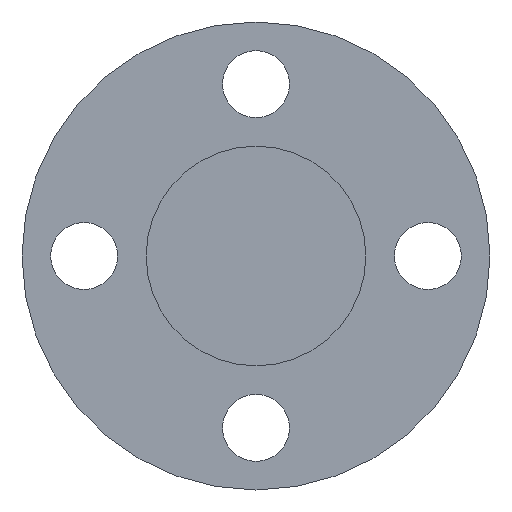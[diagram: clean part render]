
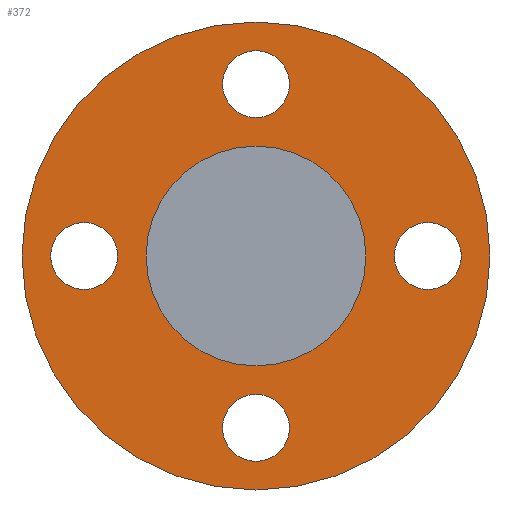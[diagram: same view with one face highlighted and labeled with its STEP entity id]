
A CAD part, left-side view. The second image highlights one B-rep face of the part: STEP entity #372.
In plain terms, the highlighted planar face has unit normal (-1, 0, 0).
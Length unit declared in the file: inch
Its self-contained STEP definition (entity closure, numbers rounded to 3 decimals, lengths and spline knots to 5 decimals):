
#7 = EDGE_CURVE ( 'NONE', #127, #217, #444, .T. ) ;
#18 = CARTESIAN_POINT ( 'NONE',  ( 0.25, -2.25, 0. ) ) ;
#19 = ORIENTED_EDGE ( 'NONE', *, *, #381, .T. ) ;
#20 = CARTESIAN_POINT ( 'NONE',  ( 0.25, 0., -3.0625 ) ) ;
#22 = AXIS2_PLACEMENT_3D ( 'NONE', #550, #293, #81 ) ;
#26 = ORIENTED_EDGE ( 'NONE', *, *, #359, .F. ) ;
#27 = EDGE_LOOP ( 'NONE', ( #26, #355 ) ) ;
#28 = FACE_BOUND ( 'NONE', #84, .T. ) ;
#29 = DIRECTION ( 'NONE',  ( 0., 0., 1. ) ) ;
#30 = AXIS2_PLACEMENT_3D ( 'NONE', #235, #544, #231 ) ;
#32 = CARTESIAN_POINT ( 'NONE',  ( 0.25, 0., 0. ) ) ;
#53 = CARTESIAN_POINT ( 'NONE',  ( 0.25, 0., -1.8125 ) ) ;
#63 = CIRCLE ( 'NONE', #375, 0.4375 ) ;
#68 = DIRECTION ( 'NONE',  ( -1., 0., 0. ) ) ;
#70 = ORIENTED_EDGE ( 'NONE', *, *, #390, .F. ) ;
#71 = DIRECTION ( 'NONE',  ( -1., 0., 0. ) ) ;
#75 = PLANE ( 'NONE',  #118 ) ;
#79 = DIRECTION ( 'NONE',  ( -1., 0., 0. ) ) ;
#81 = DIRECTION ( 'NONE',  ( 0., 0., -1. ) ) ;
#84 = EDGE_LOOP ( 'NONE', ( #268, #234 ) ) ;
#86 = CARTESIAN_POINT ( 'NONE',  ( 0.25, 0., -2.6875 ) ) ;
#89 = AXIS2_PLACEMENT_3D ( 'NONE', #18, #356, #211 ) ;
#99 = CIRCLE ( 'NONE', #361, 3.0625 ) ;
#108 = DIRECTION ( 'NONE',  ( 0., 0., -1. ) ) ;
#110 = EDGE_LOOP ( 'NONE', ( #70, #309 ) ) ;
#111 = CIRCLE ( 'NONE', #89, 0.4375 ) ;
#114 = VERTEX_POINT ( 'NONE', #269 ) ;
#115 = EDGE_CURVE ( 'NONE', #496, #319, #278, .T. ) ;
#118 = AXIS2_PLACEMENT_3D ( 'NONE', #539, #370, #542 ) ;
#122 = AXIS2_PLACEMENT_3D ( 'NONE', #414, #498, #324 ) ;
#123 = DIRECTION ( 'NONE',  ( 0., -1., 0. ) ) ;
#127 = VERTEX_POINT ( 'NONE', #273 ) ;
#131 = CARTESIAN_POINT ( 'NONE',  ( 0.25, 0., 0. ) ) ;
#140 = CARTESIAN_POINT ( 'NONE',  ( 0.25, 0., 0. ) ) ;
#142 = CIRCLE ( 'NONE', #122, 0.4375 ) ;
#148 = CARTESIAN_POINT ( 'NONE',  ( 0.25, 2.25, 0.4375 ) ) ;
#152 = DIRECTION ( 'NONE',  ( 0., 1., 0. ) ) ;
#159 = FACE_BOUND ( 'NONE', #110, .T. ) ;
#163 = EDGE_CURVE ( 'NONE', #473, #257, #484, .T. ) ;
#169 = DIRECTION ( 'NONE',  ( 0., 0., 1. ) ) ;
#174 = ORIENTED_EDGE ( 'NONE', *, *, #347, .F. ) ;
#175 = AXIS2_PLACEMENT_3D ( 'NONE', #502, #535, #169 ) ;
#187 = VERTEX_POINT ( 'NONE', #283 ) ;
#188 = CARTESIAN_POINT ( 'NONE',  ( 0.25, 0., 2.6875 ) ) ;
#194 = AXIS2_PLACEMENT_3D ( 'NONE', #482, #79, #123 ) ;
#196 = CARTESIAN_POINT ( 'NONE',  ( 0.25, -2.6875, 0. ) ) ;
#211 = DIRECTION ( 'NONE',  ( 0., 1., 0. ) ) ;
#217 = VERTEX_POINT ( 'NONE', #148 ) ;
#218 = EDGE_LOOP ( 'NONE', ( #174, #432 ) ) ;
#231 = DIRECTION ( 'NONE',  ( 0., 0., 1. ) ) ;
#234 = ORIENTED_EDGE ( 'NONE', *, *, #163, .F. ) ;
#235 = CARTESIAN_POINT ( 'NONE',  ( 0.25, 0., -2.25 ) ) ;
#236 = CARTESIAN_POINT ( 'NONE',  ( 0.25, -2.25, 0. ) ) ;
#240 = DIRECTION ( 'NONE',  ( 0., 0., 1. ) ) ;
#257 = VERTEX_POINT ( 'NONE', #188 ) ;
#262 = EDGE_LOOP ( 'NONE', ( #441, #487 ) ) ;
#266 = CARTESIAN_POINT ( 'NONE',  ( 0.25, 0., 3.0625 ) ) ;
#268 = ORIENTED_EDGE ( 'NONE', *, *, #474, .F. ) ;
#269 = CARTESIAN_POINT ( 'NONE',  ( 0.25, 0., 1.4375 ) ) ;
#272 = EDGE_LOOP ( 'NONE', ( #19, #530 ) ) ;
#273 = CARTESIAN_POINT ( 'NONE',  ( 0.25, 2.25, -0.4375 ) ) ;
#276 = FACE_BOUND ( 'NONE', #218, .T. ) ;
#277 = DIRECTION ( 'NONE',  ( -1., 0., 0. ) ) ;
#278 = CIRCLE ( 'NONE', #409, 3.0625 ) ;
#281 = FACE_OUTER_BOUND ( 'NONE', #272, .T. ) ;
#282 = EDGE_CURVE ( 'NONE', #187, #402, #111, .T. ) ;
#283 = CARTESIAN_POINT ( 'NONE',  ( 0.25, -1.8125, 0. ) ) ;
#293 = DIRECTION ( 'NONE',  ( -1., 0., 0. ) ) ;
#301 = AXIS2_PLACEMENT_3D ( 'NONE', #422, #461, #240 ) ;
#306 = VERTEX_POINT ( 'NONE', #392 ) ;
#309 = ORIENTED_EDGE ( 'NONE', *, *, #282, .F. ) ;
#310 = CIRCLE ( 'NONE', #30, 0.4375 ) ;
#313 = VERTEX_POINT ( 'NONE', #53 ) ;
#319 = VERTEX_POINT ( 'NONE', #266 ) ;
#324 = DIRECTION ( 'NONE',  ( 0., -1., 0. ) ) ;
#347 = EDGE_CURVE ( 'NONE', #313, #453, #310, .T. ) ;
#353 = EDGE_CURVE ( 'NONE', #306, #114, #371, .T. ) ;
#355 = ORIENTED_EDGE ( 'NONE', *, *, #7, .F. ) ;
#356 = DIRECTION ( 'NONE',  ( -1., 0., 0. ) ) ;
#359 = EDGE_CURVE ( 'NONE', #217, #127, #142, .T. ) ;
#361 = AXIS2_PLACEMENT_3D ( 'NONE', #32, #71, #29 ) ;
#362 = CIRCLE ( 'NONE', #456, 1.4375 ) ;
#364 = FACE_BOUND ( 'NONE', #262, .T. ) ;
#370 = DIRECTION ( 'NONE',  ( -1., 0., 0. ) ) ;
#371 = CIRCLE ( 'NONE', #301, 1.4375 ) ;
#372 = ADVANCED_FACE ( 'NONE', ( #421, #28, #159, #276, #281, #364 ), #75, .T. ) ;
#374 = DIRECTION ( 'NONE',  ( -1., 0., 0. ) ) ;
#375 = AXIS2_PLACEMENT_3D ( 'NONE', #236, #374, #152 ) ;
#381 = EDGE_CURVE ( 'NONE', #319, #496, #99, .T. ) ;
#390 = EDGE_CURVE ( 'NONE', #402, #187, #63, .T. ) ;
#392 = CARTESIAN_POINT ( 'NONE',  ( 0.25, 0., -1.4375 ) ) ;
#402 = VERTEX_POINT ( 'NONE', #196 ) ;
#404 = DIRECTION ( 'NONE',  ( 0., 0., 1. ) ) ;
#409 = AXIS2_PLACEMENT_3D ( 'NONE', #131, #486, #404 ) ;
#414 = CARTESIAN_POINT ( 'NONE',  ( 0.25, 2.25, 0. ) ) ;
#421 = FACE_BOUND ( 'NONE', #27, .T. ) ;
#422 = CARTESIAN_POINT ( 'NONE',  ( 0.25, 0., 0. ) ) ;
#427 = AXIS2_PLACEMENT_3D ( 'NONE', #526, #68, #108 ) ;
#432 = ORIENTED_EDGE ( 'NONE', *, *, #434, .F. ) ;
#434 = EDGE_CURVE ( 'NONE', #453, #313, #514, .T. ) ;
#441 = ORIENTED_EDGE ( 'NONE', *, *, #494, .F. ) ;
#444 = CIRCLE ( 'NONE', #194, 0.4375 ) ;
#453 = VERTEX_POINT ( 'NONE', #86 ) ;
#456 = AXIS2_PLACEMENT_3D ( 'NONE', #140, #277, #492 ) ;
#461 = DIRECTION ( 'NONE',  ( -1., 0., 0. ) ) ;
#473 = VERTEX_POINT ( 'NONE', #489 ) ;
#474 = EDGE_CURVE ( 'NONE', #257, #473, #503, .T. ) ;
#482 = CARTESIAN_POINT ( 'NONE',  ( 0.25, 2.25, 0. ) ) ;
#484 = CIRCLE ( 'NONE', #22, 0.4375 ) ;
#486 = DIRECTION ( 'NONE',  ( -1., 0., 0. ) ) ;
#487 = ORIENTED_EDGE ( 'NONE', *, *, #353, .F. ) ;
#489 = CARTESIAN_POINT ( 'NONE',  ( 0.25, 0., 1.8125 ) ) ;
#492 = DIRECTION ( 'NONE',  ( 0., 0., 1. ) ) ;
#494 = EDGE_CURVE ( 'NONE', #114, #306, #362, .T. ) ;
#496 = VERTEX_POINT ( 'NONE', #20 ) ;
#498 = DIRECTION ( 'NONE',  ( -1., 0., 0. ) ) ;
#502 = CARTESIAN_POINT ( 'NONE',  ( 0.25, 0., -2.25 ) ) ;
#503 = CIRCLE ( 'NONE', #427, 0.4375 ) ;
#514 = CIRCLE ( 'NONE', #175, 0.4375 ) ;
#526 = CARTESIAN_POINT ( 'NONE',  ( 0.25, 0., 2.25 ) ) ;
#530 = ORIENTED_EDGE ( 'NONE', *, *, #115, .T. ) ;
#535 = DIRECTION ( 'NONE',  ( -1., 0., 0. ) ) ;
#539 = CARTESIAN_POINT ( 'NONE',  ( 0.25, 0., 0. ) ) ;
#542 = DIRECTION ( 'NONE',  ( 0., 0., 1. ) ) ;
#544 = DIRECTION ( 'NONE',  ( -1., 0., 0. ) ) ;
#550 = CARTESIAN_POINT ( 'NONE',  ( 0.25, 0., 2.25 ) ) ;
